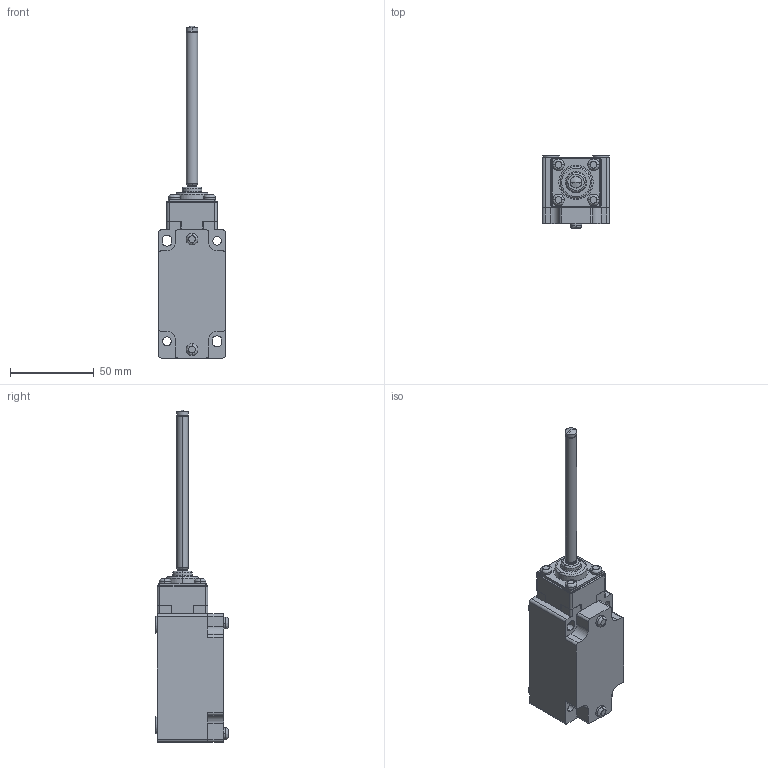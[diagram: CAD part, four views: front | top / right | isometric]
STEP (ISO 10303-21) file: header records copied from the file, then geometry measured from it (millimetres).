
FILE_DESCRIPTION (( 'STEP AP214' ), '1' );
FILE_NAME ('ABM1E93Z11.step', '2017-12-19T21:01:58', ( '' ), ( '' ), 'SwSTEP 2.0', 'SolidWorks 2017', '' );
FILE_SCHEMA (( 'AUTOMOTIVE_DESIGN' ));
Length unit declared in the file: inch
Products named in the file (1): ABM1E93Z11
Bounding box: 40 x 43.3 x 198.3 mm (x, y, z)
Volume: 130528.7 mm3; surface area: 25346 mm2
Topology: 3 solids, 3 shells, 196 faces, 506 edges, 327 vertices
Faces by surface type: cylinder 84, plane 78, bspline 28, cone 6
Entity records: 7915 total; most frequent: CARTESIAN_POINT 1814, DIRECTION 1028, ORIENTED_EDGE 1008, EDGE_CURVE 504, AXIS2_PLACEMENT_3D 383, VERTEX_POINT 327, LINE 262, VECTOR 262
